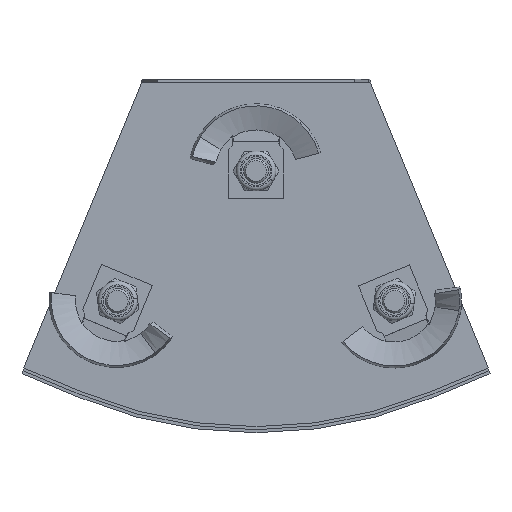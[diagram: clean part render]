
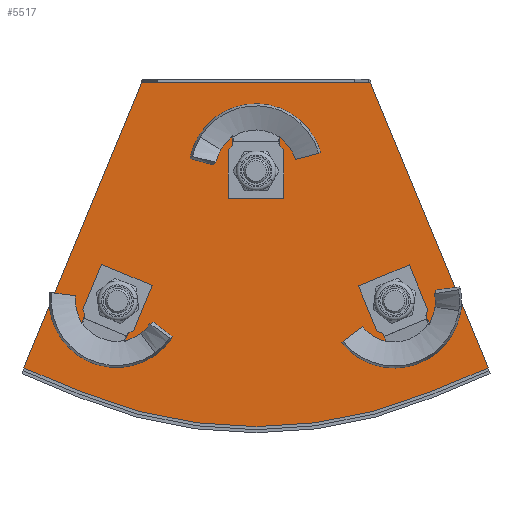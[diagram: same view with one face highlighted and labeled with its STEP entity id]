
A CAD part, front view. The second image highlights one B-rep face of the part: STEP entity #5517.
In plain terms, the highlighted planar face has unit normal (0, -1, 0).
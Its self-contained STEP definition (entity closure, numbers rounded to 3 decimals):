
#18 = CARTESIAN_POINT ( 'NONE',  ( 37.332, -1., -12.481 ) ) ;
#106 = EDGE_CURVE ( 'NONE', #6573, #3404, #2432, .T. ) ;
#133 = CARTESIAN_POINT ( 'NONE',  ( 37.279, -1., -12.304 ) ) ;
#177 = EDGE_LOOP ( 'NONE', ( #645, #5705 ) ) ;
#181 = DIRECTION ( 'NONE',  ( 0., 1., 0. ) ) ;
#249 = ORIENTED_EDGE ( 'NONE', *, *, #2302, .F. ) ;
#330 = AXIS2_PLACEMENT_3D ( 'NONE', #5839, #4452, #6153 ) ;
#341 = CARTESIAN_POINT ( 'NONE',  ( 0., -1., -41.3 ) ) ;
#442 = EDGE_CURVE ( 'NONE', #761, #2859, #5810, .T. ) ;
#448 = CIRCLE ( 'NONE', #4516, 8.25 ) ;
#608 = B_SPLINE_CURVE_WITH_KNOTS ( 'NONE', 3,
 ( #6070, #1665, #2731, #6605, #18, #4916 ),
 .UNSPECIFIED., .F., .F.,
 ( 4, 2, 4 ),
 ( 0.003, 0.003, 0.004 ),
 .UNSPECIFIED. ) ;
#645 = ORIENTED_EDGE ( 'NONE', *, *, #4253, .F. ) ;
#691 = ORIENTED_EDGE ( 'NONE', *, *, #2736, .F. ) ;
#761 = VERTEX_POINT ( 'NONE', #2572 ) ;
#798 = CIRCLE ( 'NONE', #2332, 8.25 ) ;
#913 = EDGE_CURVE ( 'NONE', #4700, #4228, #5375, .T. ) ;
#914 = VECTOR ( 'NONE', #5417, 1000. ) ;
#951 = ORIENTED_EDGE ( 'NONE', *, *, #4536, .F. ) ;
#953 = FACE_BOUND ( 'NONE', #4306, .T. ) ;
#969 = CIRCLE ( 'NONE', #3545, 148.5 ) ;
#985 = EDGE_CURVE ( 'NONE', #5738, #3207, #1811, .T. ) ;
#1039 = VERTEX_POINT ( 'NONE', #133 ) ;
#1041 = CARTESIAN_POINT ( 'NONE',  ( -37.75, -1., -13.304 ) ) ;
#1068 = DIRECTION ( 'NONE',  ( 0., 0., 1. ) ) ;
#1098 = DIRECTION ( 'NONE',  ( 0., -1., 0. ) ) ;
#1099 = EDGE_LOOP ( 'NONE', ( #1273, #2277 ) ) ;
#1173 = EDGE_LOOP ( 'NONE', ( #691, #5820, #249, #5234, #6074, #4517, #5836, #4203 ) ) ;
#1245 = CARTESIAN_POINT ( 'NONE',  ( -37.75, -1., -13.304 ) ) ;
#1273 = ORIENTED_EDGE ( 'NONE', *, *, #1500, .F. ) ;
#1283 = DIRECTION ( 'NONE',  ( 0., -1., 0. ) ) ;
#1288 = DIRECTION ( 'NONE',  ( 0., 0., 1. ) ) ;
#1294 = CARTESIAN_POINT ( 'NONE',  ( -37.655, -1., -13.146 ) ) ;
#1303 = CARTESIAN_POINT ( 'NONE',  ( -45.248, -1., -75.54 ) ) ;
#1320 = CARTESIAN_POINT ( 'NONE',  ( -37.399, -1., -12.655 ) ) ;
#1500 = EDGE_CURVE ( 'NONE', #2859, #761, #448, .T. ) ;
#1552 = CARTESIAN_POINT ( 'NONE',  ( 0., -1., -12.304 ) ) ;
#1566 = DIRECTION ( 'NONE',  ( 0., -1., 0. ) ) ;
#1576 = VECTOR ( 'NONE', #5699, 1000. ) ;
#1633 = CARTESIAN_POINT ( 'NONE',  ( 45.248, -1., -75.54 ) ) ;
#1665 = CARTESIAN_POINT ( 'NONE',  ( 37.655, -1., -13.146 ) ) ;
#1782 = VERTEX_POINT ( 'NONE', #1041 ) ;
#1802 = LINE ( 'NONE', #1552, #1882 ) ;
#1811 = LINE ( 'NONE', #5436, #2065 ) ;
#1882 = VECTOR ( 'NONE', #6980, 1000. ) ;
#1905 = EDGE_CURVE ( 'NONE', #1782, #5577, #2945, .T. ) ;
#1923 = AXIS2_PLACEMENT_3D ( 'NONE', #2125, #1098, #6009 ) ;
#2065 = VECTOR ( 'NONE', #6007, 1000. ) ;
#2125 = CARTESIAN_POINT ( 'NONE',  ( -45.248, -1., -83.79 ) ) ;
#2140 = PLANE ( 'NONE',  #330 ) ;
#2145 = CARTESIAN_POINT ( 'NONE',  ( -75.956, -1., -105.722 ) ) ;
#2277 = ORIENTED_EDGE ( 'NONE', *, *, #442, .F. ) ;
#2302 = EDGE_CURVE ( 'NONE', #5577, #1039, #1802, .T. ) ;
#2332 = AXIS2_PLACEMENT_3D ( 'NONE', #4121, #4640, #5698 ) ;
#2382 = CARTESIAN_POINT ( 'NONE',  ( 0., -1., 23.567 ) ) ;
#2419 = DIRECTION ( 'NONE',  ( 0., 0., 1. ) ) ;
#2426 = VECTOR ( 'NONE', #6593, 1000. ) ;
#2432 = CIRCLE ( 'NONE', #3950, 8.25 ) ;
#2572 = CARTESIAN_POINT ( 'NONE',  ( 0., -1., -49.55 ) ) ;
#2731 = CARTESIAN_POINT ( 'NONE',  ( 37.561, -1., -12.987 ) ) ;
#2736 = EDGE_CURVE ( 'NONE', #3730, #5738, #6739, .T. ) ;
#2859 = VERTEX_POINT ( 'NONE', #5797 ) ;
#2922 = FACE_BOUND ( 'NONE', #1099, .T. ) ;
#2926 = DIRECTION ( 'NONE',  ( 0., 0., 1. ) ) ;
#2945 = B_SPLINE_CURVE_WITH_KNOTS ( 'NONE', 3,
 ( #1245, #1294, #6754, #1320, #6826, #4547 ),
 .UNSPECIFIED., .F., .F.,
 ( 4, 2, 4 ),
 ( 0.003, 0.003, 0.004 ),
 .UNSPECIFIED. ) ;
#3006 = CARTESIAN_POINT ( 'NONE',  ( -56.734, -1., -113.668 ) ) ;
#3144 = CARTESIAN_POINT ( 'NONE',  ( -45.248, -1., -83.79 ) ) ;
#3191 = CARTESIAN_POINT ( 'NONE',  ( 75.956, -1., -105.722 ) ) ;
#3207 = VERTEX_POINT ( 'NONE', #3339 ) ;
#3280 = EDGE_CURVE ( 'NONE', #4319, #6571, #6233, .T. ) ;
#3339 = CARTESIAN_POINT ( 'NONE',  ( 56.734, -1., -113.668 ) ) ;
#3404 = VERTEX_POINT ( 'NONE', #1303 ) ;
#3545 = AXIS2_PLACEMENT_3D ( 'NONE', #2382, #181, #1288 ) ;
#3703 = DIRECTION ( 'NONE',  ( 0., -1., 0. ) ) ;
#3725 = CARTESIAN_POINT ( 'NONE',  ( -75.956, -1., -105.722 ) ) ;
#3730 = VERTEX_POINT ( 'NONE', #4421 ) ;
#3950 = AXIS2_PLACEMENT_3D ( 'NONE', #3144, #1566, #1068 ) ;
#4121 = CARTESIAN_POINT ( 'NONE',  ( 45.248, -1., -83.79 ) ) ;
#4203 = ORIENTED_EDGE ( 'NONE', *, *, #985, .F. ) ;
#4210 = CARTESIAN_POINT ( 'NONE',  ( -45.248, -1., -92.04 ) ) ;
#4228 = VERTEX_POINT ( 'NONE', #2145 ) ;
#4253 = EDGE_CURVE ( 'NONE', #3404, #6573, #4587, .T. ) ;
#4306 = EDGE_LOOP ( 'NONE', ( #6270, #951 ) ) ;
#4319 = VERTEX_POINT ( 'NONE', #1633 ) ;
#4387 = FACE_BOUND ( 'NONE', #177, .T. ) ;
#4421 = CARTESIAN_POINT ( 'NONE',  ( 37.75, -1., -13.304 ) ) ;
#4452 = DIRECTION ( 'NONE',  ( 0., 1., 0. ) ) ;
#4505 = CARTESIAN_POINT ( 'NONE',  ( -37.279, -1., -12.304 ) ) ;
#4516 = AXIS2_PLACEMENT_3D ( 'NONE', #341, #6538, #4820 ) ;
#4517 = ORIENTED_EDGE ( 'NONE', *, *, #913, .F. ) ;
#4536 = EDGE_CURVE ( 'NONE', #6571, #4319, #798, .T. ) ;
#4547 = CARTESIAN_POINT ( 'NONE',  ( -37.279, -1., -12.304 ) ) ;
#4577 = EDGE_CURVE ( 'NONE', #3207, #4700, #969, .T. ) ;
#4587 = CIRCLE ( 'NONE', #1923, 8.25 ) ;
#4629 = CARTESIAN_POINT ( 'NONE',  ( 0., -1., -41.3 ) ) ;
#4640 = DIRECTION ( 'NONE',  ( 0., -1., 0. ) ) ;
#4700 = VERTEX_POINT ( 'NONE', #3006 ) ;
#4820 = DIRECTION ( 'NONE',  ( 0., 0., 1. ) ) ;
#4907 = CARTESIAN_POINT ( 'NONE',  ( -56.734, -1., -113.668 ) ) ;
#4916 = CARTESIAN_POINT ( 'NONE',  ( 37.279, -1., -12.304 ) ) ;
#5006 = EDGE_CURVE ( 'NONE', #3730, #1039, #608, .T. ) ;
#5177 = CARTESIAN_POINT ( 'NONE',  ( 32.25, -1., 0. ) ) ;
#5225 = CARTESIAN_POINT ( 'NONE',  ( 45.248, -1., -92.04 ) ) ;
#5234 = ORIENTED_EDGE ( 'NONE', *, *, #1905, .F. ) ;
#5375 = LINE ( 'NONE', #4907, #2426 ) ;
#5417 = DIRECTION ( 'NONE',  ( 0.382, 0., 0.924 ) ) ;
#5436 = CARTESIAN_POINT ( 'NONE',  ( 75.956, -1., -105.722 ) ) ;
#5517 = ADVANCED_FACE ( 'NONE', ( #2922, #953, #4387, #5519 ), #2140, .F. ) ;
#5519 = FACE_OUTER_BOUND ( 'NONE', #1173, .T. ) ;
#5577 = VERTEX_POINT ( 'NONE', #4505 ) ;
#5698 = DIRECTION ( 'NONE',  ( 0., 0., 1. ) ) ;
#5699 = DIRECTION ( 'NONE',  ( 0.382, 0., -0.924 ) ) ;
#5705 = ORIENTED_EDGE ( 'NONE', *, *, #106, .F. ) ;
#5725 = AXIS2_PLACEMENT_3D ( 'NONE', #6811, #1283, #2926 ) ;
#5738 = VERTEX_POINT ( 'NONE', #3191 ) ;
#5797 = CARTESIAN_POINT ( 'NONE',  ( 0., -1., -33.05 ) ) ;
#5810 = CIRCLE ( 'NONE', #6898, 8.25 ) ;
#5820 = ORIENTED_EDGE ( 'NONE', *, *, #5006, .T. ) ;
#5836 = ORIENTED_EDGE ( 'NONE', *, *, #4577, .F. ) ;
#5839 = CARTESIAN_POINT ( 'NONE',  ( 0., -1., 23.567 ) ) ;
#6007 = DIRECTION ( 'NONE',  ( -0.924, 0., -0.382 ) ) ;
#6009 = DIRECTION ( 'NONE',  ( 0., 0., 1. ) ) ;
#6070 = CARTESIAN_POINT ( 'NONE',  ( 37.75, -1., -13.304 ) ) ;
#6074 = ORIENTED_EDGE ( 'NONE', *, *, #6157, .F. ) ;
#6153 = DIRECTION ( 'NONE',  ( 0., 0., 1. ) ) ;
#6157 = EDGE_CURVE ( 'NONE', #4228, #1782, #6347, .T. ) ;
#6233 = CIRCLE ( 'NONE', #5725, 8.25 ) ;
#6270 = ORIENTED_EDGE ( 'NONE', *, *, #3280, .F. ) ;
#6347 = LINE ( 'NONE', #3725, #914 ) ;
#6538 = DIRECTION ( 'NONE',  ( 0., -1., 0. ) ) ;
#6571 = VERTEX_POINT ( 'NONE', #5225 ) ;
#6573 = VERTEX_POINT ( 'NONE', #4210 ) ;
#6593 = DIRECTION ( 'NONE',  ( -0.924, 0., 0.382 ) ) ;
#6605 = CARTESIAN_POINT ( 'NONE',  ( 37.399, -1., -12.655 ) ) ;
#6739 = LINE ( 'NONE', #5177, #1576 ) ;
#6754 = CARTESIAN_POINT ( 'NONE',  ( -37.561, -1., -12.987 ) ) ;
#6811 = CARTESIAN_POINT ( 'NONE',  ( 45.248, -1., -83.79 ) ) ;
#6826 = CARTESIAN_POINT ( 'NONE',  ( -37.332, -1., -12.481 ) ) ;
#6898 = AXIS2_PLACEMENT_3D ( 'NONE', #4629, #3703, #2419 ) ;
#6980 = DIRECTION ( 'NONE',  ( 1., 0., 0. ) ) ;
